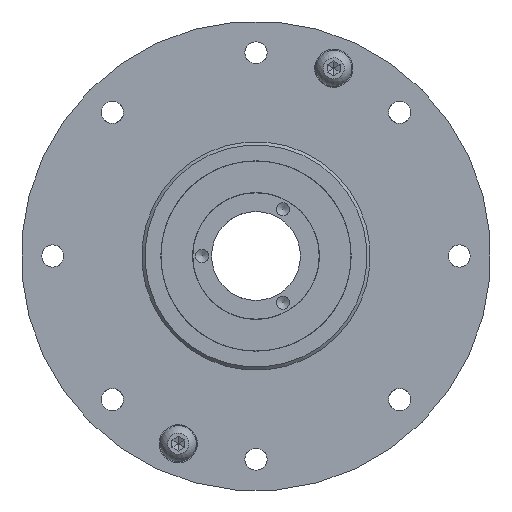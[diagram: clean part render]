
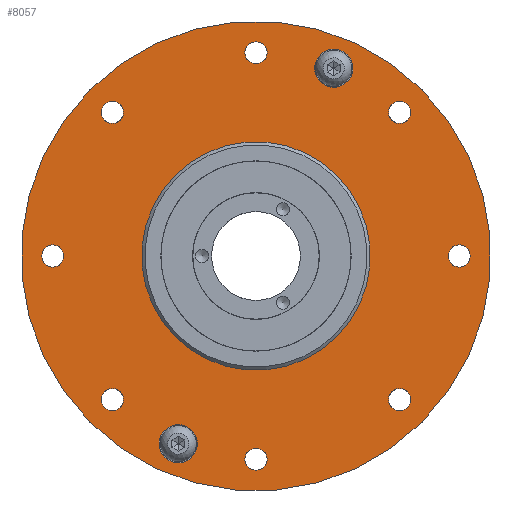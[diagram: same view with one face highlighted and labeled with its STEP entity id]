
A CAD part, left-side view. The second image highlights one B-rep face of the part: STEP entity #8057.
In plain terms, the highlighted face is planar.
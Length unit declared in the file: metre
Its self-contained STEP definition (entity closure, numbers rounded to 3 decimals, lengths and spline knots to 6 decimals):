
#1346=ORIENTED_EDGE('',*,*,#3396,.F.);
#1347=ORIENTED_EDGE('',*,*,#3397,.F.);
#1348=ORIENTED_EDGE('',*,*,#3398,.T.);
#1349=ORIENTED_EDGE('',*,*,#3399,.T.);
#1350=ORIENTED_EDGE('',*,*,#3400,.T.);
#1351=ORIENTED_EDGE('',*,*,#3401,.T.);
#1352=ORIENTED_EDGE('',*,*,#3402,.T.);
#1353=ORIENTED_EDGE('',*,*,#3403,.T.);
#1354=ORIENTED_EDGE('',*,*,#3404,.T.);
#1355=ORIENTED_EDGE('',*,*,#3405,.T.);
#1356=ORIENTED_EDGE('',*,*,#3406,.F.);
#1357=ORIENTED_EDGE('',*,*,#3407,.T.);
#3396=EDGE_CURVE('',#4426,#4426,#5282,.T.);
#3397=EDGE_CURVE('',#4427,#4427,#5283,.T.);
#3398=EDGE_CURVE('',#4428,#4428,#5284,.T.);
#3399=EDGE_CURVE('',#4429,#4429,#5285,.T.);
#3400=EDGE_CURVE('',#4430,#4430,#5286,.T.);
#3401=EDGE_CURVE('',#4431,#4431,#5287,.T.);
#3402=EDGE_CURVE('',#4432,#4432,#5288,.T.);
#3403=EDGE_CURVE('',#4433,#4433,#5289,.T.);
#3404=EDGE_CURVE('',#4434,#4434,#5290,.T.);
#3405=EDGE_CURVE('',#4435,#4435,#5291,.T.);
#3406=EDGE_CURVE('',#4436,#4436,#5292,.T.);
#3407=EDGE_CURVE('',#4437,#4437,#5293,.T.);
#4426=VERTEX_POINT('',#13146);
#4427=VERTEX_POINT('',#13148);
#4428=VERTEX_POINT('',#13150);
#4429=VERTEX_POINT('',#13152);
#4430=VERTEX_POINT('',#13154);
#4431=VERTEX_POINT('',#13156);
#4432=VERTEX_POINT('',#13158);
#4433=VERTEX_POINT('',#13160);
#4434=VERTEX_POINT('',#13162);
#4435=VERTEX_POINT('',#13164);
#4436=VERTEX_POINT('',#13166);
#4437=VERTEX_POINT('',#13168);
#5282=CIRCLE('',#8888,0.003);
#5283=CIRCLE('',#8889,0.003);
#5284=CIRCLE('',#8890,0.00175);
#5285=CIRCLE('',#8891,0.00175);
#5286=CIRCLE('',#8892,0.00175);
#5287=CIRCLE('',#8893,0.00175);
#5288=CIRCLE('',#8894,0.00175);
#5289=CIRCLE('',#8895,0.00175);
#5290=CIRCLE('',#8896,0.00175);
#5291=CIRCLE('',#8897,0.00175);
#5292=CIRCLE('',#8898,0.018);
#5293=CIRCLE('',#8899,0.037);
#6034=EDGE_LOOP('',(#1346));
#6035=EDGE_LOOP('',(#1347));
#6036=EDGE_LOOP('',(#1348));
#6037=EDGE_LOOP('',(#1349));
#6038=EDGE_LOOP('',(#1350));
#6039=EDGE_LOOP('',(#1351));
#6040=EDGE_LOOP('',(#1352));
#6041=EDGE_LOOP('',(#1353));
#6042=EDGE_LOOP('',(#1354));
#6043=EDGE_LOOP('',(#1355));
#6044=EDGE_LOOP('',(#1356));
#6045=EDGE_LOOP('',(#1357));
#6975=FACE_BOUND('',#6034,.T.);
#6976=FACE_BOUND('',#6035,.T.);
#6977=FACE_BOUND('',#6036,.T.);
#6978=FACE_BOUND('',#6037,.T.);
#6979=FACE_BOUND('',#6038,.T.);
#6980=FACE_BOUND('',#6039,.T.);
#6981=FACE_BOUND('',#6040,.T.);
#6982=FACE_BOUND('',#6041,.T.);
#6983=FACE_BOUND('',#6042,.T.);
#6984=FACE_BOUND('',#6043,.T.);
#6985=FACE_BOUND('',#6044,.T.);
#6986=FACE_BOUND('',#6045,.T.);
#7902=PLANE('',#8887);
#8057=ADVANCED_FACE('',(#6975,#6976,#6977,#6978,#6979,#6980,#6981,#6982,
#6983,#6984,#6985,#6986),#7902,.F.);
#8887=AXIS2_PLACEMENT_3D('',#13144,#10297,#10298);
#8888=AXIS2_PLACEMENT_3D('',#13145,#10299,#10300);
#8889=AXIS2_PLACEMENT_3D('',#13147,#10301,#10302);
#8890=AXIS2_PLACEMENT_3D('',#13149,#10303,#10304);
#8891=AXIS2_PLACEMENT_3D('',#13151,#10305,#10306);
#8892=AXIS2_PLACEMENT_3D('',#13153,#10307,#10308);
#8893=AXIS2_PLACEMENT_3D('',#13155,#10309,#10310);
#8894=AXIS2_PLACEMENT_3D('',#13157,#10311,#10312);
#8895=AXIS2_PLACEMENT_3D('',#13159,#10313,#10314);
#8896=AXIS2_PLACEMENT_3D('',#13161,#10315,#10316);
#8897=AXIS2_PLACEMENT_3D('',#13163,#10317,#10318);
#8898=AXIS2_PLACEMENT_3D('',#13165,#10319,#10320);
#8899=AXIS2_PLACEMENT_3D('',#13167,#10321,#10322);
#10297=DIRECTION('',(0.,1.,0.));
#10298=DIRECTION('',(0.,0.,1.));
#10299=DIRECTION('',(0.,-1.,0.));
#10300=DIRECTION('',(0.,0.,-1.));
#10301=DIRECTION('',(0.,-1.,0.));
#10302=DIRECTION('',(0.,0.,-1.));
#10303=DIRECTION('',(0.,1.,0.));
#10304=DIRECTION('',(0.,0.,1.));
#10305=DIRECTION('',(0.,1.,0.));
#10306=DIRECTION('',(0.,0.,1.));
#10307=DIRECTION('',(0.,1.,0.));
#10308=DIRECTION('',(0.,0.,1.));
#10309=DIRECTION('',(0.,1.,0.));
#10310=DIRECTION('',(0.,0.,1.));
#10311=DIRECTION('',(0.,1.,0.));
#10312=DIRECTION('',(0.,0.,1.));
#10313=DIRECTION('',(0.,1.,0.));
#10314=DIRECTION('',(0.,0.,1.));
#10315=DIRECTION('',(0.,1.,0.));
#10316=DIRECTION('',(0.,0.,1.));
#10317=DIRECTION('',(0.,1.,0.));
#10318=DIRECTION('',(0.,0.,1.));
#10319=DIRECTION('',(0.,-1.,0.));
#10320=DIRECTION('',(0.,0.,-1.));
#10321=DIRECTION('',(0.,-1.,0.));
#10322=DIRECTION('',(0.,0.,-1.));
#13144=CARTESIAN_POINT('',(-0.018,-0.001765,0.));
#13145=CARTESIAN_POINT('',(-0.029564,-0.001765,-0.012246));
#13146=CARTESIAN_POINT('',(-0.029564,-0.001765,-0.015246));
#13147=CARTESIAN_POINT('',(0.029564,-0.001765,0.012246));
#13148=CARTESIAN_POINT('',(0.029564,-0.001765,0.009246));
#13149=CARTESIAN_POINT('',(0.022627,-0.001765,0.022627));
#13150=CARTESIAN_POINT('',(0.022627,-0.001765,0.024377));
#13151=CARTESIAN_POINT('',(0.032,-0.001765,0.));
#13152=CARTESIAN_POINT('',(0.032,-0.001765,0.00175));
#13153=CARTESIAN_POINT('',(0.022627,-0.001765,-0.022627));
#13154=CARTESIAN_POINT('',(0.022627,-0.001765,-0.020877));
#13155=CARTESIAN_POINT('',(0.,-0.001765,-0.032));
#13156=CARTESIAN_POINT('',(0.,-0.001765,-0.03025));
#13157=CARTESIAN_POINT('',(-0.022627,-0.001765,-0.022627));
#13158=CARTESIAN_POINT('',(-0.022627,-0.001765,-0.020877));
#13159=CARTESIAN_POINT('',(-0.032,-0.001765,0.));
#13160=CARTESIAN_POINT('',(-0.032,-0.001765,0.00175));
#13161=CARTESIAN_POINT('',(-0.022627,-0.001765,0.022627));
#13162=CARTESIAN_POINT('',(-0.022627,-0.001765,0.024377));
#13163=CARTESIAN_POINT('',(0.,-0.001765,0.032));
#13164=CARTESIAN_POINT('',(0.,-0.001765,0.03375));
#13165=CARTESIAN_POINT('',(0.,-0.001765,0.));
#13166=CARTESIAN_POINT('',(0.,-0.001765,-0.018));
#13167=CARTESIAN_POINT('',(0.,-0.001765,0.));
#13168=CARTESIAN_POINT('',(0.,-0.001765,-0.037));
